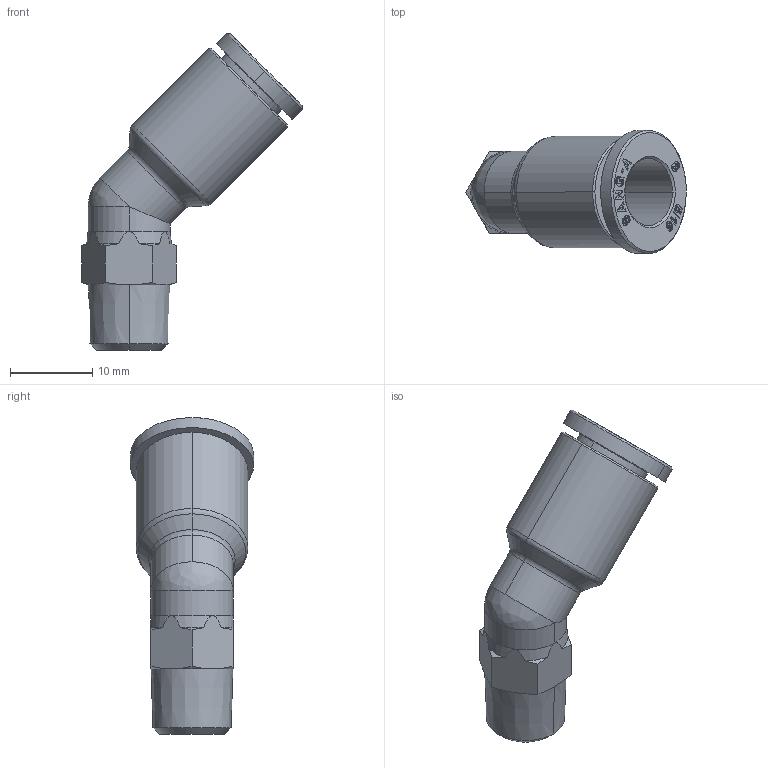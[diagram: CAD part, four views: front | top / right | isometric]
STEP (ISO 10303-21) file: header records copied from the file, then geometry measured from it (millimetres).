
FILE_DESCRIPTION (( 'STEP AP214' ), '1' );
FILE_NAME ('PL08-01 45.stp', '2015-09-07T15:00:19', ( '' ), ( '' ), 'SwSTEP 2.0', 'SolidWorks 2015', '' );
FILE_SCHEMA (( 'AUTOMOTIVE_DESIGN' ));
Length unit declared in the file: millimetre
Products named in the file (2): ｦ+ﾃｦ1; PL08-01 45
Assembly tree (1 placements, depth 2):
  PL08-01 45
    ｦ+ﾃｦ1
Bounding box: 26.88 x 15 x 38.61 mm (x, y, z)
Volume: 3166.1 mm3; surface area: 2487.9 mm2
Topology: 1 solids, 1 shells, 434 faces, 1200 edges, 788 vertices
Faces by surface type: plane 346, bspline 33, cone 33, cylinder 20, torus 2
Entity records: 15197 total; most frequent: CARTESIAN_POINT 3826, ORIENTED_EDGE 2398, DIRECTION 1974, EDGE_CURVE 1199, VECTOR 1006, LINE 1006, VERTEX_POINT 788, AXIS2_PLACEMENT_3D 484
